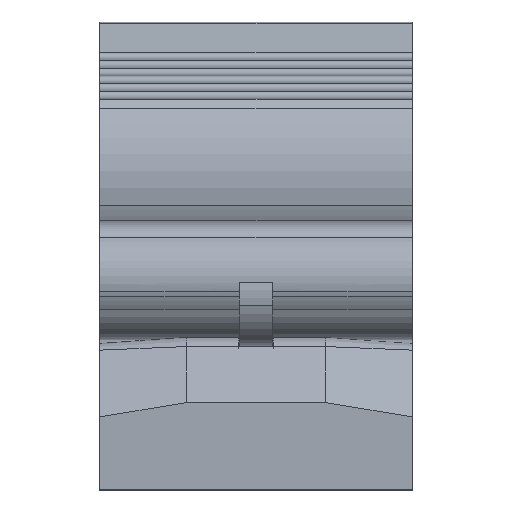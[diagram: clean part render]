
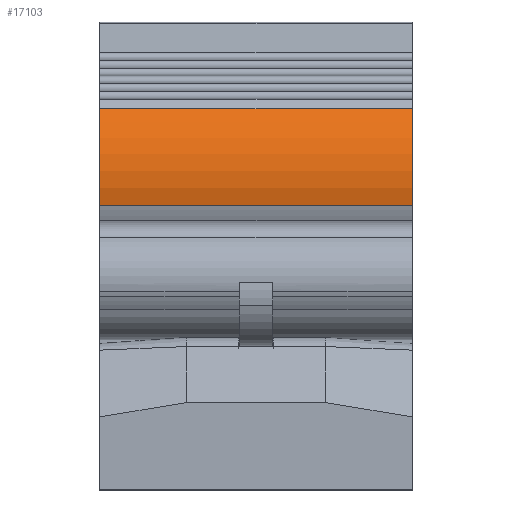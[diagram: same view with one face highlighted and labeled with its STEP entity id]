
A CAD part, top view. The second image highlights one B-rep face of the part: STEP entity #17103.
In plain terms, the highlighted cylindrical face has radius 12 mm (diameter 24 mm), a partial arc.
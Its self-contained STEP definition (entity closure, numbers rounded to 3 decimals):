
#15147 = CARTESIAN_POINT ( 'NONE',  ( 0., 32.721, 30.549 ) ) ;
#15149 = CARTESIAN_POINT ( 'NONE',  ( -36., 32.721, 30.549 ) ) ;
#15221 = CARTESIAN_POINT ( 'NONE',  ( 0., 43.815, 27.702 ) ) ;
#15222 = CARTESIAN_POINT ( 'NONE',  ( -36., 43.815, 27.702 ) ) ;
#15691 = CARTESIAN_POINT ( 'NONE',  ( 0., 32.721, 30.549 ) ) ;
#15692 = DIRECTION ( 'NONE',  ( -1., 0., 0. ) ) ;
#15766 = CARTESIAN_POINT ( 'NONE',  ( 0., 35.647, 18.912 ) ) ;
#15767 = DIRECTION ( 'NONE',  ( 1., 0., 0. ) ) ;
#15768 = DIRECTION ( 'NONE',  ( 0., 0.244, -0.97 ) ) ;
#15769 = CARTESIAN_POINT ( 'NONE',  ( 0., 43.815, 27.702 ) ) ;
#15770 = DIRECTION ( 'NONE',  ( -1., 0., 0. ) ) ;
#15771 = CARTESIAN_POINT ( 'NONE',  ( -36., 35.647, 18.912 ) ) ;
#15772 = DIRECTION ( 'NONE',  ( 1., 0., 0. ) ) ;
#15773 = DIRECTION ( 'NONE',  ( 0., 0.244, -0.97 ) ) ;
#15868 = VERTEX_POINT ( 'NONE', #15147 ) ;
#15870 = VERTEX_POINT ( 'NONE', #15149 ) ;
#15942 = VERTEX_POINT ( 'NONE', #15221 ) ;
#15943 = VERTEX_POINT ( 'NONE', #15222 ) ;
#16338 = ORIENTED_EDGE ( 'NONE', *, *, #16802, .T. ) ;
#16340 = ORIENTED_EDGE ( 'NONE', *, *, #16772, .F. ) ;
#16341 = ORIENTED_EDGE ( 'NONE', *, *, #16801, .F. ) ;
#16342 = ORIENTED_EDGE ( 'NONE', *, *, #16803, .T. ) ;
#16772 = EDGE_CURVE ( 'NONE', #15868, #15870, #22561, .T. ) ;
#16801 = EDGE_CURVE ( 'NONE', #15942, #15868, #16889, .T. ) ;
#16802 = EDGE_CURVE ( 'NONE', #15942, #15943, #22573, .T. ) ;
#16803 = EDGE_CURVE ( 'NONE', #15943, #15870, #16918, .T. ) ;
#16871 = VECTOR ( 'NONE', #15692, 1000. ) ;
#16889 = CIRCLE ( 'NONE', #16917, 12. ) ;
#16917 = AXIS2_PLACEMENT_3D ( 'NONE', #15766, #15767, #15768 ) ;
#16918 = CIRCLE ( 'NONE', #16920, 12. ) ;
#16919 = VECTOR ( 'NONE', #15770, 1000. ) ;
#16920 = AXIS2_PLACEMENT_3D ( 'NONE', #15771, #15772, #15773 ) ;
#17103 = ADVANCED_FACE ( 'NONE', ( #22687 ), #22688, .T. ) ;
#19375 = EDGE_LOOP ( 'NONE', ( #16340, #16341, #16338, #16342 ) ) ;
#22561 = LINE ( 'NONE', #15691, #16871 ) ;
#22573 = LINE ( 'NONE', #15769, #16919 ) ;
#22687 = FACE_OUTER_BOUND ( 'NONE', #19375, .T. ) ;
#22688 = CYLINDRICAL_SURFACE ( 'NONE', #24675, 12. ) ;
#24190 = CARTESIAN_POINT ( 'NONE',  ( 0., 35.647, 18.912 ) ) ;
#24191 = DIRECTION ( 'NONE',  ( -1., 0., 0. ) ) ;
#24192 = DIRECTION ( 'NONE',  ( 0., -0.244, 0.97 ) ) ;
#24675 = AXIS2_PLACEMENT_3D ( 'NONE', #24190, #24191, #24192 ) ;
